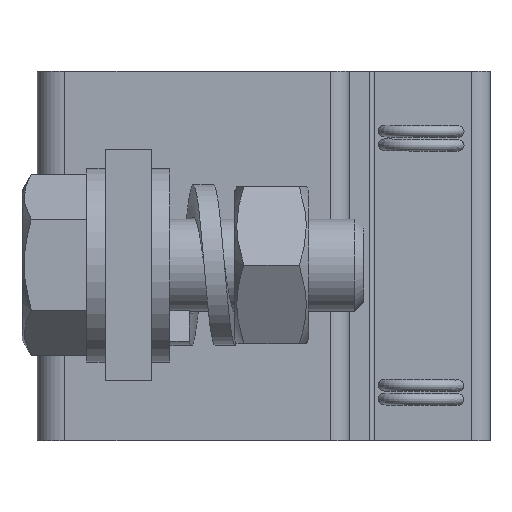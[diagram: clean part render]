
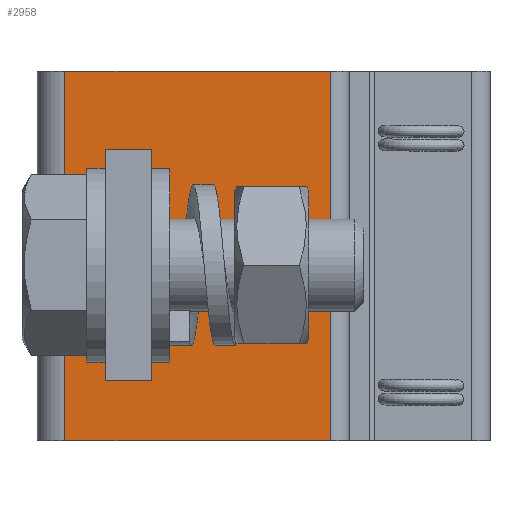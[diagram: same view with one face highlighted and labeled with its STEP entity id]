
A CAD part, left-side view. The second image highlights one B-rep face of the part: STEP entity #2958.
In plain terms, the highlighted planar face has unit normal (-1, 0, 0).
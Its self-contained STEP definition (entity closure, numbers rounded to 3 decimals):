
#122=LINE('',#4554,#301);
#125=LINE('',#4562,#304);
#128=LINE('',#4570,#307);
#131=LINE('',#4576,#310);
#173=LINE('',#5040,#352);
#218=LINE('',#5420,#397);
#219=LINE('',#5422,#398);
#220=LINE('',#5424,#399);
#301=VECTOR('',#3204,1000.);
#304=VECTOR('',#3211,1000.);
#307=VECTOR('',#3218,1000.);
#310=VECTOR('',#3223,1000.);
#352=VECTOR('',#3369,1000.);
#397=VECTOR('',#3454,1000.);
#398=VECTOR('',#3455,1000.);
#399=VECTOR('',#3456,1000.);
#516=PLANE('',#3107);
#822=ORIENTED_EDGE('',*,*,#1154,.F.);
#823=ORIENTED_EDGE('',*,*,#1158,.T.);
#824=ORIENTED_EDGE('',*,*,#1162,.T.);
#825=ORIENTED_EDGE('',*,*,#1165,.T.);
#826=ORIENTED_EDGE('',*,*,#1305,.T.);
#827=ORIENTED_EDGE('',*,*,#1306,.T.);
#828=ORIENTED_EDGE('',*,*,#1307,.T.);
#829=ORIENTED_EDGE('',*,*,#1251,.F.);
#1154=EDGE_CURVE('',#1446,#1448,#122,.T.);
#1158=EDGE_CURVE('',#1446,#1451,#125,.T.);
#1162=EDGE_CURVE('',#1451,#1454,#128,.T.);
#1165=EDGE_CURVE('',#1454,#1448,#131,.T.);
#1251=EDGE_CURVE('',#1520,#1521,#173,.T.);
#1305=EDGE_CURVE('',#1520,#1561,#218,.T.);
#1306=EDGE_CURVE('',#1561,#1562,#219,.T.);
#1307=EDGE_CURVE('',#1562,#1521,#220,.T.);
#1446=VERTEX_POINT('',#4552);
#1448=VERTEX_POINT('',#4555);
#1451=VERTEX_POINT('',#4563);
#1454=VERTEX_POINT('',#4571);
#1520=VERTEX_POINT('',#5039);
#1521=VERTEX_POINT('',#5041);
#1561=VERTEX_POINT('',#5421);
#1562=VERTEX_POINT('',#5423);
#1773=EDGE_LOOP('',(#822,#823,#824,#825));
#1774=EDGE_LOOP('',(#826,#827,#828,#829));
#1942=FACE_BOUND('',#1773,.T.);
#1943=FACE_BOUND('',#1774,.T.);
#2958=ADVANCED_FACE('',(#1942,#1943),#516,.F.);
#3107=AXIS2_PLACEMENT_3D('',#5419,#3452,#3453);
#3204=DIRECTION('',(0.,0.,1.));
#3211=DIRECTION('',(0.,1.,0.));
#3218=DIRECTION('',(0.,0.,1.));
#3223=DIRECTION('',(0.,-1.,0.));
#3369=DIRECTION('',(0.,-1.,0.));
#3452=DIRECTION('',(1.,0.,0.));
#3453=DIRECTION('',(0.,-1.,0.));
#3454=DIRECTION('',(0.,0.,-1.));
#3455=DIRECTION('',(0.,-1.,0.));
#3456=DIRECTION('',(0.,0.,1.));
#4552=CARTESIAN_POINT('',(-20.,12.25,2.5));
#4554=CARTESIAN_POINT('',(-20.,12.25,15.));
#4555=CARTESIAN_POINT('',(-20.,12.25,27.5));
#4562=CARTESIAN_POINT('',(-20.,12.25,2.5));
#4563=CARTESIAN_POINT('',(-20.,17.25,2.5));
#4570=CARTESIAN_POINT('',(-20.,17.25,15.));
#4571=CARTESIAN_POINT('',(-20.,17.25,27.5));
#4576=CARTESIAN_POINT('',(-20.,12.25,27.5));
#5039=CARTESIAN_POINT('',(-20.,21.612,36.));
#5040=CARTESIAN_POINT('',(-20.,21.612,36.));
#5041=CARTESIAN_POINT('',(-20.,-7.138,36.));
#5419=CARTESIAN_POINT('',(-20.,24.612,34.));
#5420=CARTESIAN_POINT('',(-20.,21.612,34.));
#5421=CARTESIAN_POINT('',(-20.,21.612,-4.));
#5422=CARTESIAN_POINT('',(-20.,24.612,-4.));
#5423=CARTESIAN_POINT('',(-20.,-7.138,-4.));
#5424=CARTESIAN_POINT('',(-20.,-7.138,34.));
